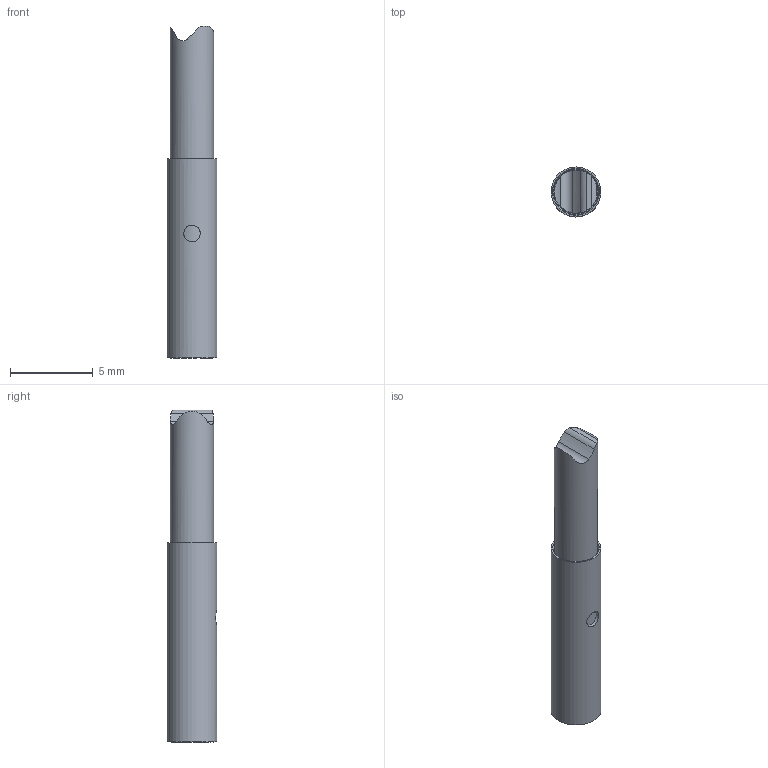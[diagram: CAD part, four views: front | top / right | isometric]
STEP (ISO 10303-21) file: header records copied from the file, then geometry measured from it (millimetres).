
FILE_DESCRIPTION (( 'STEP AP214' ), '1' );
FILE_NAME ('DW-AD-621-03E-961.STEP', '2022-09-06T11:03:37', ( '' ), ( '' ), 'SwSTEP 2.0', 'SolidWorks 2021', '' );
FILE_SCHEMA (( 'AUTOMOTIVE_DESIGN' ));
Length unit declared in the file: inch
Products named in the file (1): DW-AD-621-03E-961
Bounding box: 3 x 3 x 20 mm (x, y, z)
Volume: 124.4 mm3; surface area: 209.8 mm2
Topology: 1 solids, 1 shells, 21 faces, 41 edges, 27 vertices
Faces by surface type: cylinder 13, plane 6, cone 1, bspline 1
Full cylindrical faces by diameter (mm): 1 x1, 2.6 x1, 2.65 x1, 2.7 x2, 3 x1
Entity records: 623 total; most frequent: CARTESIAN_POINT 211, DIRECTION 72, ORIENTED_EDGE 62, EDGE_LOOP 34, AXIS2_PLACEMENT_3D 33, EDGE_CURVE 31, FACE_OUTER_BOUND 28, VERTEX_POINT 25
